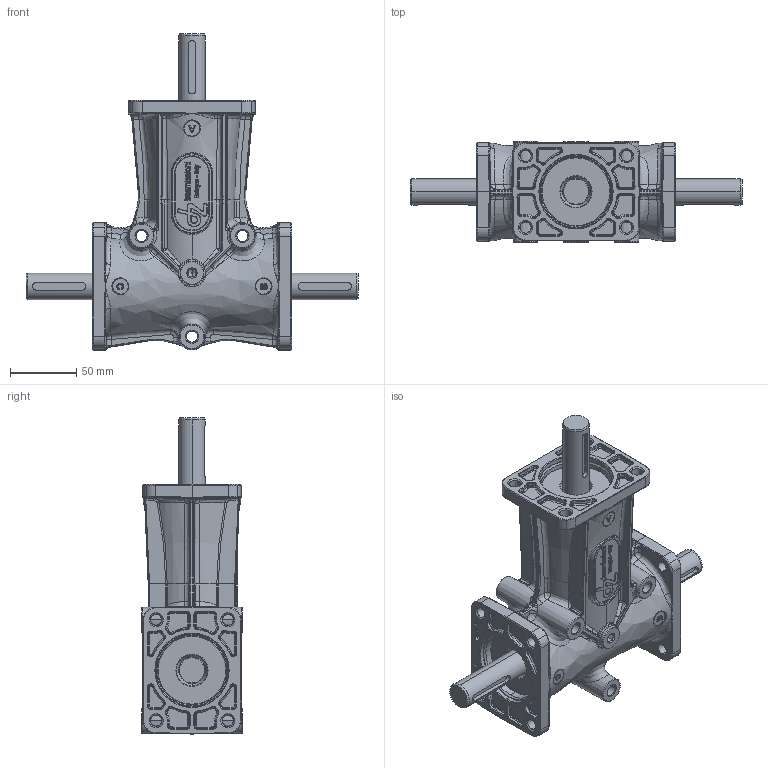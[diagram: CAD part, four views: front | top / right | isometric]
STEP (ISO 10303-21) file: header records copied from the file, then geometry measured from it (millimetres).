
FILE_DESCRIPTION(('STEP AP214'),'1');
FILE_NAME('dz_33_-_-_3fabc.stp','2017-07-04T10:23:11',('TraceParts'),('TraceParts S.A.'),'Spatial InterOp 3D',' ',' ');
FILE_SCHEMA(('automotive_design'));
Length unit declared in the file: millimetre
Products named in the file (1): dz_33_-_-_3fabc
Bounding box: 250 x 76 x 238 mm (x, y, z)
Volume: 1106070.5 mm3; surface area: 131058.2 mm2
Topology: 1 solids, 2 shells, 3461 faces, 8267 edges, 4844 vertices
Faces by surface type: bspline 1191, cylinder 1108, plane 599, cone 455, torus 80, sphere 28
Entity records: 217371 total; most frequent: CARTESIAN_POINT 114751, ORIENTED_EDGE 16406, DIRECTION 14630, EDGE_CURVE 8203, AXIS2_PLACEMENT_3D 5802, VERTEX_POINT 4843, EDGE_LOOP 3588, STYLED_ITEM 3461
